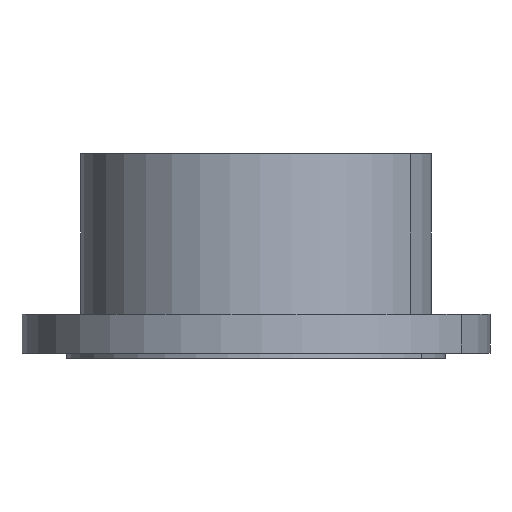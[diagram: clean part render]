
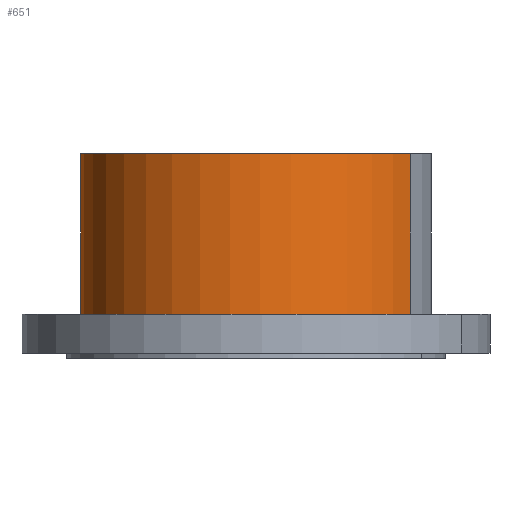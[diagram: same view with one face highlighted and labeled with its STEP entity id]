
A CAD part, left-side view. The second image highlights one B-rep face of the part: STEP entity #651.
In plain terms, the highlighted cylindrical face has radius 266.7 mm (diameter 533.4 mm), a partial arc.
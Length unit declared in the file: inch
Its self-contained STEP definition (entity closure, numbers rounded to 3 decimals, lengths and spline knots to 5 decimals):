
#598=AXIS2_PLACEMENT_3D('Cylinder Axis2P3D',#595,#596,#597) ;
#637=AXIS2_PLACEMENT_3D('Circle Axis2P3D',#635,#636,$) ;
#642=AXIS2_PLACEMENT_3D('Circle Axis2P3D',#640,#641,$) ;
#595=CARTESIAN_POINT('Axis2P3D Location',(0.,0.,5.81225)) ;
#604=CARTESIAN_POINT('Vertex',(5.03397,9.21462,2.3175)) ;
#606=CARTESIAN_POINT('Vertex',(-5.03397,-9.21462,2.3175)) ;
#609=CARTESIAN_POINT('Line Origine',(5.03397,9.21462,7.1275)) ;
#613=CARTESIAN_POINT('Vertex',(5.03397,9.21462,11.9375)) ;
#620=CARTESIAN_POINT('Vertex',(-5.03397,-9.21462,11.9375)) ;
#623=CARTESIAN_POINT('Line Origine',(-5.03397,-9.21462,7.1275)) ;
#635=CARTESIAN_POINT('Axis2P3D Location',(0.,0.,2.3175)) ;
#640=CARTESIAN_POINT('Axis2P3D Location',(0.,0.,11.9375)) ;
#596=DIRECTION('Axis2P3D Direction',(0.,0.,-0.039)) ;
#597=DIRECTION('Axis2P3D XDirection',(-0.019,-0.035,0.)) ;
#610=DIRECTION('Vector Direction',(0.,0.,-0.039)) ;
#624=DIRECTION('Vector Direction',(0.,0.,-0.039)) ;
#636=DIRECTION('Axis2P3D Direction',(0.,0.,-0.039)) ;
#641=DIRECTION('Axis2P3D Direction',(0.,0.,-0.039)) ;
#611=VECTOR('Line Direction',#610,0.03937) ;
#625=VECTOR('Line Direction',#624,0.03937) ;
#646=ORIENTED_EDGE('',*,*,#639,.F.) ;
#647=ORIENTED_EDGE('',*,*,#627,.T.) ;
#648=ORIENTED_EDGE('',*,*,#644,.T.) ;
#649=ORIENTED_EDGE('',*,*,#615,.F.) ;
#651=ADVANCED_FACE('PartBody',(#650),#599,.T.) ;
#638=CIRCLE('generated circle',#637,10.5) ;
#643=CIRCLE('generated circle',#642,10.5) ;
#599=CYLINDRICAL_SURFACE('generated cylinder',#598,10.5) ;
#615=EDGE_CURVE('',#605,#614,#612,.F.) ;
#627=EDGE_CURVE('',#607,#621,#626,.F.) ;
#639=EDGE_CURVE('',#607,#605,#638,.T.) ;
#644=EDGE_CURVE('',#621,#614,#643,.T.) ;
#645=EDGE_LOOP('',(#646,#647,#648,#649)) ;
#650=FACE_OUTER_BOUND('',#645,.T.) ;
#612=LINE('Line',#609,#611) ;
#626=LINE('Line',#623,#625) ;
#605=VERTEX_POINT('',#604) ;
#607=VERTEX_POINT('',#606) ;
#614=VERTEX_POINT('',#613) ;
#621=VERTEX_POINT('',#620) ;
